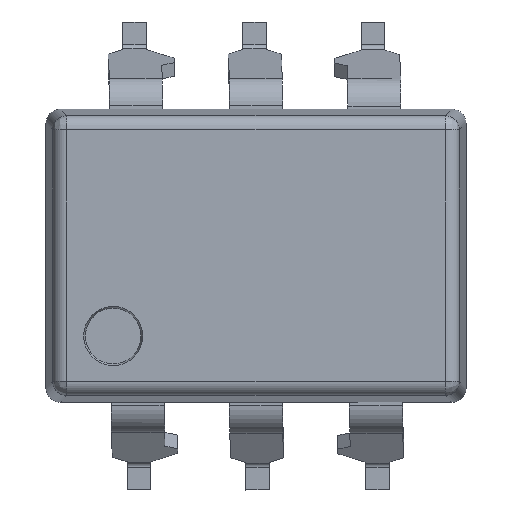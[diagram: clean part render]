
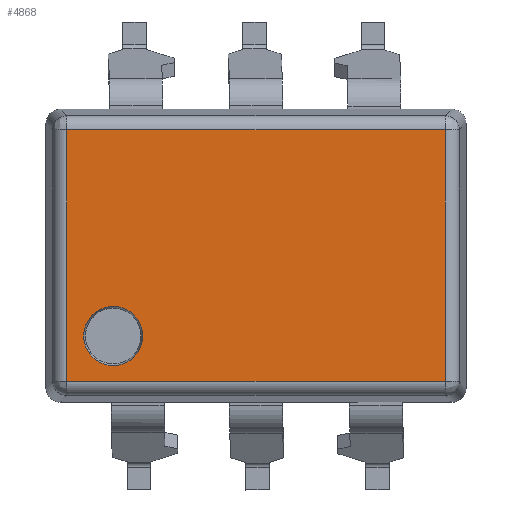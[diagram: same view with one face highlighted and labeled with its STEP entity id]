
A CAD part, top view. The second image highlights one B-rep face of the part: STEP entity #4868.
In plain terms, the highlighted planar face has unit normal (0, 0, 1).
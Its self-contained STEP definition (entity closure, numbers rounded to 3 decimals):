
#152 = CIRCLE ( 'NONE', #1682, 0.625 ) ;
#156 = LINE ( 'NONE', #3704, #1048 ) ;
#171 = DIRECTION ( 'NONE',  ( 0., -1., 0. ) ) ;
#193 = CIRCLE ( 'NONE', #4805, 0.625 ) ;
#383 = CARTESIAN_POINT ( 'NONE',  ( 4.006, -2.661, 2.03 ) ) ;
#384 = CARTESIAN_POINT ( 'NONE',  ( -3.648, -1.702, 2.03 ) ) ;
#480 = EDGE_CURVE ( 'NONE', #1605, #3728, #193, .T. ) ;
#551 = VECTOR ( 'NONE', #3038, 1000. ) ;
#561 = VERTEX_POINT ( 'NONE', #4550 ) ;
#623 = EDGE_LOOP ( 'NONE', ( #1047, #4558, #1054, #2695 ) ) ;
#680 = DIRECTION ( 'NONE',  ( 0., 0., 1. ) ) ;
#756 = CARTESIAN_POINT ( 'NONE',  ( -4.006, 2.661, 2.03 ) ) ;
#786 = CARTESIAN_POINT ( 'NONE',  ( -2.398, -1.702, 2.03 ) ) ;
#903 = VERTEX_POINT ( 'NONE', #1686 ) ;
#1047 = ORIENTED_EDGE ( 'NONE', *, *, #4670, .F. ) ;
#1048 = VECTOR ( 'NONE', #1748, 1000. ) ;
#1054 = ORIENTED_EDGE ( 'NONE', *, *, #4326, .F. ) ;
#1071 = AXIS2_PLACEMENT_3D ( 'NONE', #1793, #680, #3860 ) ;
#1402 = FACE_BOUND ( 'NONE', #3266, .T. ) ;
#1576 = VERTEX_POINT ( 'NONE', #756 ) ;
#1605 = VERTEX_POINT ( 'NONE', #384 ) ;
#1682 = AXIS2_PLACEMENT_3D ( 'NONE', #2527, #1723, #4813 ) ;
#1686 = CARTESIAN_POINT ( 'NONE',  ( 4.006, 2.661, 2.03 ) ) ;
#1723 = DIRECTION ( 'NONE',  ( 0., 0., -1. ) ) ;
#1748 = DIRECTION ( 'NONE',  ( 1., 0., 0. ) ) ;
#1793 = CARTESIAN_POINT ( 'NONE',  ( -4.445, 3.1, 2.03 ) ) ;
#1895 = DIRECTION ( 'NONE',  ( 0., 0., -1. ) ) ;
#1925 = CARTESIAN_POINT ( 'NONE',  ( -4.006, 3.1, 2.03 ) ) ;
#2156 = ORIENTED_EDGE ( 'NONE', *, *, #4576, .T. ) ;
#2527 = CARTESIAN_POINT ( 'NONE',  ( -3.023, -1.702, 2.03 ) ) ;
#2669 = CARTESIAN_POINT ( 'NONE',  ( -3.023, -1.702, 2.03 ) ) ;
#2695 = ORIENTED_EDGE ( 'NONE', *, *, #4917, .F. ) ;
#2935 = LINE ( 'NONE', #4923, #4825 ) ;
#3038 = DIRECTION ( 'NONE',  ( 0., 1., 0. ) ) ;
#3097 = DIRECTION ( 'NONE',  ( -1., 0., 0. ) ) ;
#3266 = EDGE_LOOP ( 'NONE', ( #2156, #4113 ) ) ;
#3411 = PLANE ( 'NONE',  #1071 ) ;
#3413 = VERTEX_POINT ( 'NONE', #383 ) ;
#3595 = LINE ( 'NONE', #4833, #4710 ) ;
#3704 = CARTESIAN_POINT ( 'NONE',  ( -4.445, 2.661, 2.03 ) ) ;
#3728 = VERTEX_POINT ( 'NONE', #786 ) ;
#3763 = FACE_OUTER_BOUND ( 'NONE', #623, .T. ) ;
#3860 = DIRECTION ( 'NONE',  ( 1., 0., 0. ) ) ;
#4105 = EDGE_CURVE ( 'NONE', #1576, #903, #156, .T. ) ;
#4113 = ORIENTED_EDGE ( 'NONE', *, *, #480, .T. ) ;
#4194 = DIRECTION ( 'NONE',  ( 1., 0., 0. ) ) ;
#4326 = EDGE_CURVE ( 'NONE', #561, #1576, #4774, .T. ) ;
#4550 = CARTESIAN_POINT ( 'NONE',  ( -4.006, -2.661, 2.03 ) ) ;
#4558 = ORIENTED_EDGE ( 'NONE', *, *, #4105, .F. ) ;
#4576 = EDGE_CURVE ( 'NONE', #3728, #1605, #152, .T. ) ;
#4670 = EDGE_CURVE ( 'NONE', #903, #3413, #3595, .T. ) ;
#4710 = VECTOR ( 'NONE', #171, 1000. ) ;
#4774 = LINE ( 'NONE', #1925, #551 ) ;
#4805 = AXIS2_PLACEMENT_3D ( 'NONE', #2669, #1895, #4194 ) ;
#4813 = DIRECTION ( 'NONE',  ( 1., 0., 0. ) ) ;
#4825 = VECTOR ( 'NONE', #3097, 1000. ) ;
#4833 = CARTESIAN_POINT ( 'NONE',  ( 4.006, 3.1, 2.03 ) ) ;
#4868 = ADVANCED_FACE ( 'NONE', ( #3763, #1402 ), #3411, .T. ) ;
#4917 = EDGE_CURVE ( 'NONE', #3413, #561, #2935, .T. ) ;
#4923 = CARTESIAN_POINT ( 'NONE',  ( -4.445, -2.661, 2.03 ) ) ;
